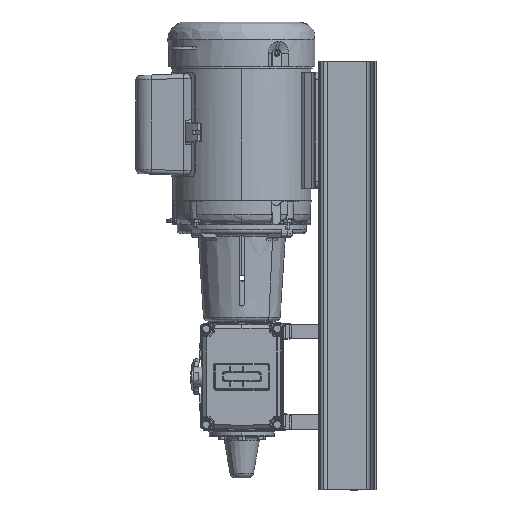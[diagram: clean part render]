
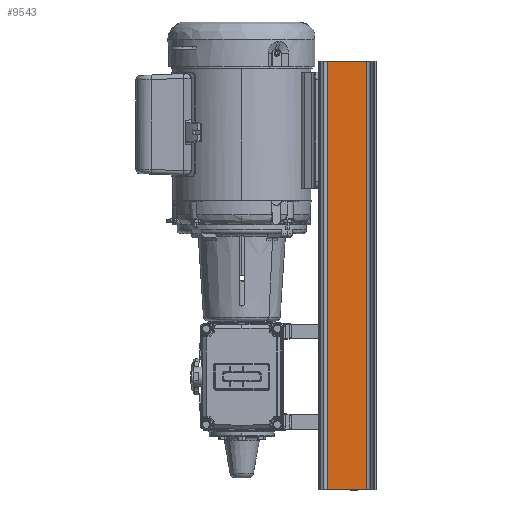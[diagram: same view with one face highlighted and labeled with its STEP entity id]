
A CAD part, left-side view. The second image highlights one B-rep face of the part: STEP entity #9543.
In plain terms, the highlighted planar face has unit normal (-1, 0, 0).
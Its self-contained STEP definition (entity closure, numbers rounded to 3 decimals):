
#3257 = CARTESIAN_POINT ( 'NONE',  ( -8.184, -0.65, -29.5 ) ) ;
#9519 = CARTESIAN_POINT ( 'NONE',  ( -8.184, -0.65, -29.5 ) ) ;
#9543 = ADVANCED_FACE ( 'NONE', ( #159080 ), #211767, .F. ) ;
#10136 = VECTOR ( 'NONE', #153114, 39.37 ) ;
#21051 = LINE ( 'NONE', #3257, #150392 ) ;
#24725 = EDGE_CURVE ( 'NONE', #199985, #208715, #174469, .T. ) ;
#26158 = LINE ( 'NONE', #136122, #10136 ) ;
#26620 = DIRECTION ( 'NONE',  ( 1., 0., 0. ) ) ;
#35417 = DIRECTION ( 'NONE',  ( 0., 0., 1. ) ) ;
#50417 = CARTESIAN_POINT ( 'NONE',  ( -8.184, -0.65, -29.5 ) ) ;
#51775 = AXIS2_PLACEMENT_3D ( 'NONE', #9519, #26620, #144595 ) ;
#60354 = CARTESIAN_POINT ( 'NONE',  ( -8.184, -0.65, 0. ) ) ;
#69386 = ORIENTED_EDGE ( 'NONE', *, *, #115895, .T. ) ;
#70903 = VERTEX_POINT ( 'NONE', #113220 ) ;
#94337 = DIRECTION ( 'NONE',  ( 0., -1., 0. ) ) ;
#102327 = VECTOR ( 'NONE', #35417, 39.37 ) ;
#113220 = CARTESIAN_POINT ( 'NONE',  ( -8.184, -3.35, -29.5 ) ) ;
#115895 = EDGE_CURVE ( 'NONE', #70903, #208715, #26158, .T. ) ;
#123520 = VERTEX_POINT ( 'NONE', #50417 ) ;
#131022 = EDGE_CURVE ( 'NONE', #123520, #199985, #192153, .T. ) ;
#136122 = CARTESIAN_POINT ( 'NONE',  ( -8.184, -3.35, -29.5 ) ) ;
#136269 = EDGE_LOOP ( 'NONE', ( #138461, #188673, #202069, #69386 ) ) ;
#138461 = ORIENTED_EDGE ( 'NONE', *, *, #24725, .F. ) ;
#139910 = CARTESIAN_POINT ( 'NONE',  ( -8.184, -0.65, 0. ) ) ;
#142100 = EDGE_CURVE ( 'NONE', #70903, #123520, #21051, .T. ) ;
#144595 = DIRECTION ( 'NONE',  ( 0., 1., 0. ) ) ;
#150392 = VECTOR ( 'NONE', #153028, 39.37 ) ;
#153028 = DIRECTION ( 'NONE',  ( 0., 1., 0. ) ) ;
#153114 = DIRECTION ( 'NONE',  ( 0., 0., 1. ) ) ;
#159080 = FACE_OUTER_BOUND ( 'NONE', #136269, .T. ) ;
#170385 = CARTESIAN_POINT ( 'NONE',  ( -8.184, -0.65, -29.5 ) ) ;
#174469 = LINE ( 'NONE', #60354, #214094 ) ;
#187895 = CARTESIAN_POINT ( 'NONE',  ( -8.184, -3.35, 0. ) ) ;
#188673 = ORIENTED_EDGE ( 'NONE', *, *, #131022, .F. ) ;
#192153 = LINE ( 'NONE', #170385, #102327 ) ;
#199985 = VERTEX_POINT ( 'NONE', #139910 ) ;
#202069 = ORIENTED_EDGE ( 'NONE', *, *, #142100, .F. ) ;
#208715 = VERTEX_POINT ( 'NONE', #187895 ) ;
#211767 = PLANE ( 'NONE',  #51775 ) ;
#214094 = VECTOR ( 'NONE', #94337, 39.37 ) ;
